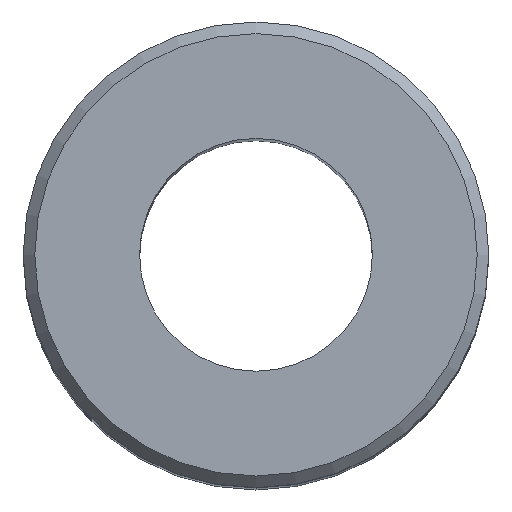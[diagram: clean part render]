
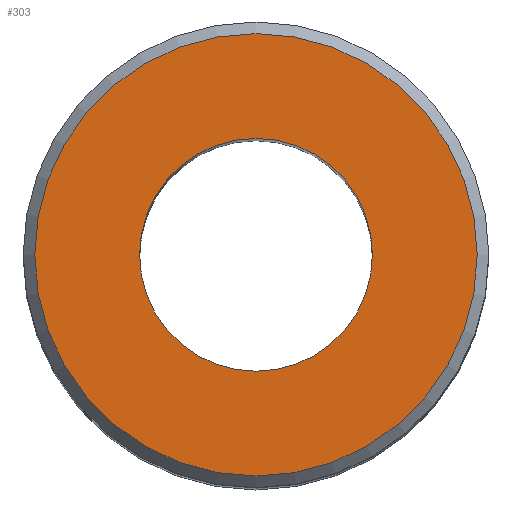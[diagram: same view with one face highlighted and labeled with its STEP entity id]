
A CAD part, top view. The second image highlights one B-rep face of the part: STEP entity #303.
In plain terms, the highlighted planar face has unit normal (0, 0, 1).
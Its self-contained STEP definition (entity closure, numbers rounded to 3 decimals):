
#23 = VERTEX_POINT ( 'NONE', #26 ) ;
#26 = CARTESIAN_POINT ( 'NONE',  ( 3., 0., 17.5 ) ) ;
#48 = CARTESIAN_POINT ( 'NONE',  ( 5.7, 0., 17.5 ) ) ;
#115 = EDGE_LOOP ( 'NONE', ( #147 ) ) ;
#127 = EDGE_LOOP ( 'NONE', ( #142 ) ) ;
#142 = ORIENTED_EDGE ( 'NONE', *, *, #339, .T. ) ;
#147 = ORIENTED_EDGE ( 'NONE', *, *, #293, .F. ) ;
#168 = VERTEX_POINT ( 'NONE', #48 ) ;
#174 = FACE_OUTER_BOUND ( 'NONE', #127, .T. ) ;
#175 = CIRCLE ( 'NONE', #350, 3. ) ;
#180 = DIRECTION ( 'NONE',  ( 1., 0., 0. ) ) ;
#201 = FACE_BOUND ( 'NONE', #115, .T. ) ;
#205 = DIRECTION ( 'NONE',  ( 0., 0., 1. ) ) ;
#207 = CARTESIAN_POINT ( 'NONE',  ( 0., 0., 17.5 ) ) ;
#208 = DIRECTION ( 'NONE',  ( 0., 0., 1. ) ) ;
#209 = DIRECTION ( 'NONE',  ( 1., 0., 0. ) ) ;
#210 = CARTESIAN_POINT ( 'NONE',  ( 0., 0., 17.5 ) ) ;
#220 = CIRCLE ( 'NONE', #320, 5.7 ) ;
#225 = DIRECTION ( 'NONE',  ( 0., 0., 1. ) ) ;
#227 = CARTESIAN_POINT ( 'NONE',  ( 0., 0., 17.5 ) ) ;
#228 = DIRECTION ( 'NONE',  ( 1., 0., 0. ) ) ;
#242 = PLANE ( 'NONE',  #325 ) ;
#293 = EDGE_CURVE ( 'NONE', #23, #23, #175, .T. ) ;
#303 = ADVANCED_FACE ( 'NONE', ( #174, #201 ), #242, .T. ) ;
#320 = AXIS2_PLACEMENT_3D ( 'NONE', #227, #225, #228 ) ;
#325 = AXIS2_PLACEMENT_3D ( 'NONE', #207, #208, #209 ) ;
#339 = EDGE_CURVE ( 'NONE', #168, #168, #220, .T. ) ;
#350 = AXIS2_PLACEMENT_3D ( 'NONE', #210, #205, #180 ) ;
